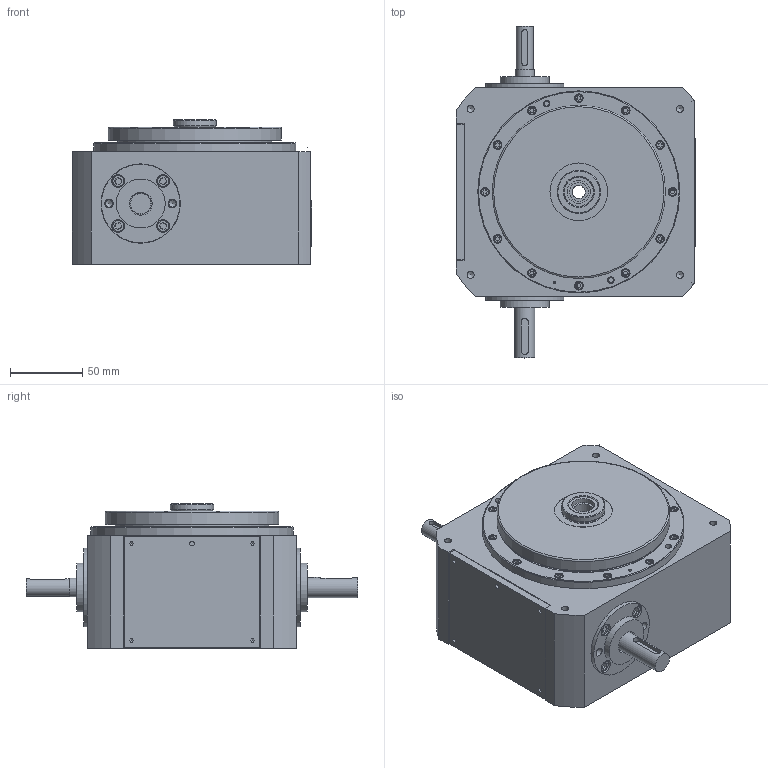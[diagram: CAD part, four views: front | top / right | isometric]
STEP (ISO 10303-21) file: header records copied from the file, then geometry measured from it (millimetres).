
FILE_DESCRIPTION(/* description */ ('Unknown'),/* implementation_level */ '2;1');
FILE_NAME(/* name */ 'T10 + Non forata + Albero lato STD',/* time_stamp */ '2020-12-21T08:17:24+01:00',/* author */ ('Unknown'),/* organization */ ('Unknown'),/* preprocessor_version */ 'ST-DEVELOPER v16.7',/* originating_system */ 'DEX',/* authorisation */ $);
FILE_SCHEMA (('AP242_MANAGED_MODEL_BASED_3D_ENGINEERING_MIM_LF { 1 0 10303 442 1 1 4 }','AUTOMOTIVE_DESIGN {1 0 10303 214 3 1 1}'));
Products named in the file (1): T10 + Non forata + Albero lato STD
Bounding box: 166.09 x 230 x 100 mm (x, y, z)
Volume: 251299 mm3; surface area: 219442.7 mm2
Topology: 4 solids, 7 shells, 1860 faces, 4366 edges, 2810 vertices
Faces by surface type: plane 1199, bspline 364, cylinder 204, cone 54, torus 32, sphere 7
Full cylindrical faces by diameter (mm): 2 x2, 2.459 x4, 2.5 x2, 3 x3, 3.242 x3, 4.5 x2, 4.917 x16, 5 x4, 5.5 x13, 6 x18, 8.16 x1, 8.376 x1, 8.5 x8, 9 x9, 12 x1, 12.917 x2, 13 x1, 13.4 x1, 14 x1, 15 x4, 16 x3, 17 x1, 18.095 x1, 20 x1, 20.55 x1, 24.5 x1, 26 x3, 27 x2, 29 x2, 30 x1
Entity records: 133910 total; most frequent: CARTESIAN_POINT 83323, ORIENTED_EDGE 7910, DIRECTION 6337, EDGE_CURVE 3955, VERTEX_POINT 2740, LINE 2561, VECTOR 2561, FACE_BOUND 2505
